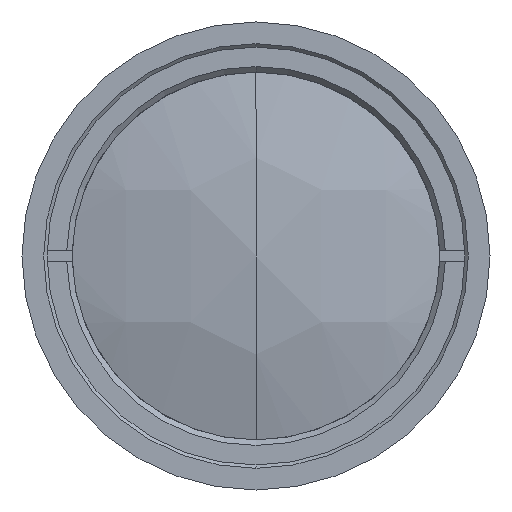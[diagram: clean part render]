
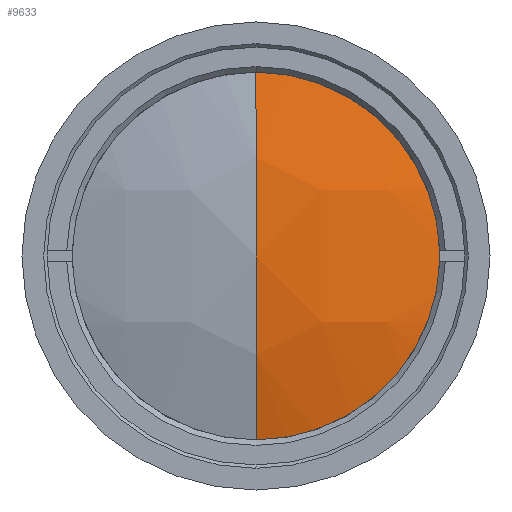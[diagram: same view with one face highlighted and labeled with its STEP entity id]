
A CAD part, left-side view. The second image highlights one B-rep face of the part: STEP entity #9633.
In plain terms, the highlighted free-form (B-spline) face has degree [3, 3] with [4, 4] control points.
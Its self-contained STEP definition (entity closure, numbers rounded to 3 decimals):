
#142 = CIRCLE ( 'NONE', #5854, 58.421 ) ;
#1146 = CARTESIAN_POINT ( 'NONE',  ( -70.727, -11.374, 17.703 ) ) ;
#1221 = CARTESIAN_POINT ( 'NONE',  ( -75.294, 0., -6.092 ) ) ;
#1293 = CARTESIAN_POINT ( 'NONE',  ( -74.361, -12.128, 6.092 ) ) ;
#2462 = CARTESIAN_POINT ( 'NONE',  ( -70.727, -11.374, -17.703 ) ) ;
#2565 = DIRECTION ( 'NONE',  ( -1., 0., 0. ) ) ;
#3476 = CARTESIAN_POINT ( 'NONE',  ( -75.294, -6.1, 6.092 ) ) ;
#3686 = CARTESIAN_POINT ( 'NONE',  ( -68.998, -16.827, 17.703 ) ) ;
#3787 = DIRECTION ( 'NONE',  ( 0., 0., -1. ) ) ;
#3790 = ORIENTED_EDGE ( 'NONE', *, *, #5383, .T. ) ;
#4852 = CARTESIAN_POINT ( 'NONE',  ( -71.602, -5.72, -17.703 ) ) ;
#4862 = CARTESIAN_POINT ( 'NONE',  ( -15.928, 0., 0. ) ) ;
#5383 = EDGE_CURVE ( 'NONE', #13715, #13978, #14066, .T. ) ;
#5439 = CARTESIAN_POINT ( 'NONE',  ( -71.666, 0., -17.5 ) ) ;
#5619 = EDGE_CURVE ( 'NONE', #13978, #13715, #142, .T. ) ;
#5854 = AXIS2_PLACEMENT_3D ( 'NONE', #4862, #10628, #12102 ) ;
#5938 = CARTESIAN_POINT ( 'NONE',  ( -72.518, -17.943, -6.092 ) ) ;
#6290 = CARTESIAN_POINT ( 'NONE',  ( -71.666, 0., 0. ) ) ;
#6597 = AXIS2_PLACEMENT_3D ( 'NONE', #6290, #2565, #3787 ) ;
#6743 = EDGE_LOOP ( 'NONE', ( #3790, #14007 ) ) ;
#7341 = CARTESIAN_POINT ( 'NONE',  ( -74.361, -12.128, -6.092 ) ) ;
#8178 =( BOUNDED_SURFACE ( )  B_SPLINE_SURFACE ( 3, 3, ( 
 ( #10772, #11941, #1146, #3686 ),
 ( #15319, #3476, #1293, #13115 ),
 ( #1221, #13187, #7341, #5938 ),
 ( #12960, #4852, #2462, #15389 ) ),
 .UNSPECIFIED., .F., .F., .F. ) 
 B_SPLINE_SURFACE_WITH_KNOTS ( ( 4, 4 ),
 ( 4, 4 ),
 ( 0., 1. ),
 ( 0., 1. ),
 .UNSPECIFIED. ) 
 GEOMETRIC_REPRESENTATION_ITEM ( )  RATIONAL_B_SPLINE_SURFACE ( (
 ( 1., 0.992, 0.992, 1.),
 ( 0.969, 0.961, 0.961, 0.969),
 ( 0.969, 0.961, 0.961, 0.969),
 ( 1., 0.992, 0.992, 1.) ) ) 
 REPRESENTATION_ITEM ( '' )  SURFACE ( )  );
#9633 = ADVANCED_FACE ( 'NONE', ( #13902 ), #8178, .T. ) ;
#10628 = DIRECTION ( 'NONE',  ( 0., -1., 0. ) ) ;
#10772 = CARTESIAN_POINT ( 'NONE',  ( -71.602, 0., 17.703 ) ) ;
#11941 = CARTESIAN_POINT ( 'NONE',  ( -71.602, -5.72, 17.703 ) ) ;
#12102 = DIRECTION ( 'NONE',  ( 0., 0., 1. ) ) ;
#12960 = CARTESIAN_POINT ( 'NONE',  ( -71.602, 0., -17.703 ) ) ;
#13115 = CARTESIAN_POINT ( 'NONE',  ( -72.518, -17.943, 6.092 ) ) ;
#13187 = CARTESIAN_POINT ( 'NONE',  ( -75.294, -6.1, -6.092 ) ) ;
#13715 = VERTEX_POINT ( 'NONE', #5439 ) ;
#13902 = FACE_OUTER_BOUND ( 'NONE', #6743, .T. ) ;
#13978 = VERTEX_POINT ( 'NONE', #14633 ) ;
#14007 = ORIENTED_EDGE ( 'NONE', *, *, #5619, .T. ) ;
#14066 = CIRCLE ( 'NONE', #6597, 17.5 ) ;
#14633 = CARTESIAN_POINT ( 'NONE',  ( -71.666, 0., 17.5 ) ) ;
#15319 = CARTESIAN_POINT ( 'NONE',  ( -75.294, 0., 6.092 ) ) ;
#15389 = CARTESIAN_POINT ( 'NONE',  ( -68.998, -16.827, -17.703 ) ) ;
